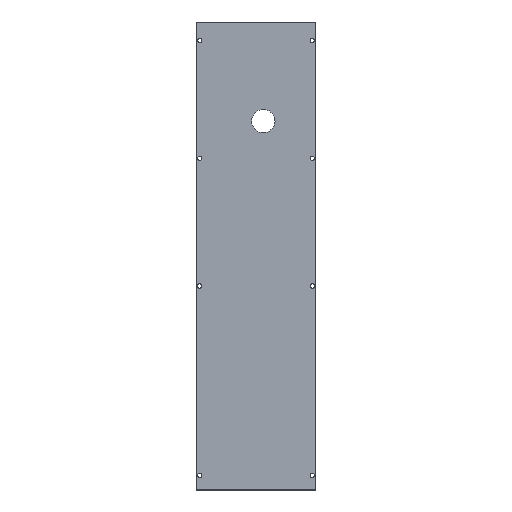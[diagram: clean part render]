
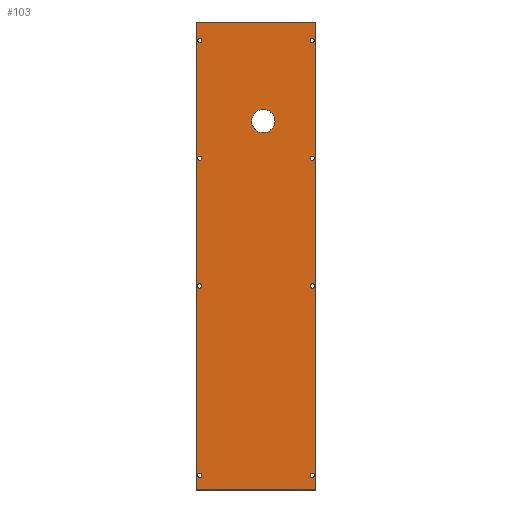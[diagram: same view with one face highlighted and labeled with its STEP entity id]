
A CAD part, top view. The second image highlights one B-rep face of the part: STEP entity #103.
In plain terms, the highlighted planar face has unit normal (0, 0, 1).
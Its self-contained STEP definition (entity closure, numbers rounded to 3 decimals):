
#43=FACE_BOUND('',#128,.T.);
#44=FACE_BOUND('',#129,.T.);
#45=FACE_BOUND('',#130,.T.);
#46=FACE_BOUND('',#131,.T.);
#47=FACE_BOUND('',#132,.T.);
#48=FACE_BOUND('',#133,.T.);
#49=FACE_BOUND('',#134,.T.);
#50=FACE_BOUND('',#135,.T.);
#51=FACE_BOUND('',#136,.T.);
#52=FACE_BOUND('',#137,.T.);
#81=CIRCLE('',#311,8.);
#82=CIRCLE('',#312,1.5);
#83=CIRCLE('',#313,1.5);
#84=CIRCLE('',#314,1.5);
#85=CIRCLE('',#315,1.5);
#86=CIRCLE('',#316,1.5);
#87=CIRCLE('',#317,1.5);
#88=CIRCLE('',#318,1.5);
#89=CIRCLE('',#319,1.5);
#103=ADVANCED_FACE('',(#43,#44,#45,#46,#47,#48,#49,#50,#51,#52),#118,.T.);
#118=PLANE('',#320);
#128=EDGE_LOOP('',(#182));
#129=EDGE_LOOP('',(#183));
#130=EDGE_LOOP('',(#184));
#131=EDGE_LOOP('',(#185));
#132=EDGE_LOOP('',(#186));
#133=EDGE_LOOP('',(#187));
#134=EDGE_LOOP('',(#188));
#135=EDGE_LOOP('',(#189));
#136=EDGE_LOOP('',(#190));
#137=EDGE_LOOP('',(#191,#192,#193,#194));
#182=ORIENTED_EDGE('',*,*,#264,.F.);
#183=ORIENTED_EDGE('',*,*,#265,.F.);
#184=ORIENTED_EDGE('',*,*,#266,.F.);
#185=ORIENTED_EDGE('',*,*,#267,.F.);
#186=ORIENTED_EDGE('',*,*,#268,.F.);
#187=ORIENTED_EDGE('',*,*,#269,.F.);
#188=ORIENTED_EDGE('',*,*,#270,.F.);
#189=ORIENTED_EDGE('',*,*,#271,.F.);
#190=ORIENTED_EDGE('',*,*,#272,.F.);
#191=ORIENTED_EDGE('',*,*,#254,.T.);
#192=ORIENTED_EDGE('',*,*,#258,.T.);
#193=ORIENTED_EDGE('',*,*,#261,.T.);
#194=ORIENTED_EDGE('',*,*,#263,.T.);
#228=VERTEX_POINT('',#425);
#229=VERTEX_POINT('',#427);
#231=VERTEX_POINT('',#433);
#233=VERTEX_POINT('',#439);
#234=VERTEX_POINT('',#446);
#235=VERTEX_POINT('',#448);
#236=VERTEX_POINT('',#450);
#237=VERTEX_POINT('',#452);
#238=VERTEX_POINT('',#454);
#239=VERTEX_POINT('',#456);
#240=VERTEX_POINT('',#458);
#241=VERTEX_POINT('',#460);
#242=VERTEX_POINT('',#462);
#254=EDGE_CURVE('',#229,#228,#284,.T.);
#258=EDGE_CURVE('',#228,#231,#288,.T.);
#261=EDGE_CURVE('',#231,#233,#291,.T.);
#263=EDGE_CURVE('',#233,#229,#293,.T.);
#264=EDGE_CURVE('',#234,#234,#81,.T.);
#265=EDGE_CURVE('',#235,#235,#82,.T.);
#266=EDGE_CURVE('',#236,#236,#83,.T.);
#267=EDGE_CURVE('',#237,#237,#84,.T.);
#268=EDGE_CURVE('',#238,#238,#85,.T.);
#269=EDGE_CURVE('',#239,#239,#86,.T.);
#270=EDGE_CURVE('',#240,#240,#87,.T.);
#271=EDGE_CURVE('',#241,#241,#88,.T.);
#272=EDGE_CURVE('',#242,#242,#89,.T.);
#284=LINE('',#426,#296);
#288=LINE('',#434,#300);
#291=LINE('',#440,#303);
#293=LINE('',#443,#305);
#296=VECTOR('',#344,1.);
#300=VECTOR('',#350,1.);
#303=VECTOR('',#355,1.);
#305=VECTOR('',#359,1.);
#311=AXIS2_PLACEMENT_3D('',#445,#362,#363);
#312=AXIS2_PLACEMENT_3D('',#447,#364,#365);
#313=AXIS2_PLACEMENT_3D('',#449,#366,#367);
#314=AXIS2_PLACEMENT_3D('',#451,#368,#369);
#315=AXIS2_PLACEMENT_3D('',#453,#370,#371);
#316=AXIS2_PLACEMENT_3D('',#455,#372,#373);
#317=AXIS2_PLACEMENT_3D('',#457,#374,#375);
#318=AXIS2_PLACEMENT_3D('',#459,#376,#377);
#319=AXIS2_PLACEMENT_3D('',#461,#378,#379);
#320=AXIS2_PLACEMENT_3D('',#463,#380,#381);
#344=DIRECTION('',(0.,-1.,0.));
#350=DIRECTION('',(1.,0.,0.));
#355=DIRECTION('',(0.,1.,0.));
#359=DIRECTION('',(-1.,0.,0.));
#362=DIRECTION('',(0.,0.,1.));
#363=DIRECTION('',(1.,0.,0.));
#364=DIRECTION('',(0.,0.,1.));
#365=DIRECTION('',(1.,0.,0.));
#366=DIRECTION('',(0.,0.,1.));
#367=DIRECTION('',(1.,0.,0.));
#368=DIRECTION('',(0.,0.,1.));
#369=DIRECTION('',(1.,0.,0.));
#370=DIRECTION('',(0.,0.,1.));
#371=DIRECTION('',(1.,0.,0.));
#372=DIRECTION('',(0.,0.,1.));
#373=DIRECTION('',(1.,0.,0.));
#374=DIRECTION('',(0.,0.,1.));
#375=DIRECTION('',(1.,0.,0.));
#376=DIRECTION('',(0.,0.,1.));
#377=DIRECTION('',(1.,0.,0.));
#378=DIRECTION('',(0.,0.,1.));
#379=DIRECTION('',(1.,0.,0.));
#380=DIRECTION('',(0.,0.,1.));
#381=DIRECTION('',(1.,0.,0.));
#425=CARTESIAN_POINT('',(0.,0.,2.5));
#426=CARTESIAN_POINT('',(0.,320.,2.5));
#427=CARTESIAN_POINT('',(0.,320.,2.5));
#433=CARTESIAN_POINT('',(82.,0.,2.5));
#434=CARTESIAN_POINT('',(0.,0.,2.5));
#439=CARTESIAN_POINT('',(82.,320.,2.5));
#440=CARTESIAN_POINT('',(82.,0.,2.5));
#443=CARTESIAN_POINT('',(82.,320.,2.5));
#445=CARTESIAN_POINT('',(46.,252.3,2.5));
#446=CARTESIAN_POINT('',(54.,252.3,2.5));
#447=CARTESIAN_POINT('',(2.5,10.,2.5));
#448=CARTESIAN_POINT('',(4.,10.,2.5));
#449=CARTESIAN_POINT('',(2.5,139.5,2.5));
#450=CARTESIAN_POINT('',(4.,139.5,2.5));
#451=CARTESIAN_POINT('',(2.5,226.8,2.5));
#452=CARTESIAN_POINT('',(4.,226.8,2.5));
#453=CARTESIAN_POINT('',(2.5,307.35,2.5));
#454=CARTESIAN_POINT('',(4.,307.35,2.5));
#455=CARTESIAN_POINT('',(79.5,10.,2.5));
#456=CARTESIAN_POINT('',(81.,10.,2.5));
#457=CARTESIAN_POINT('',(79.5,139.5,2.5));
#458=CARTESIAN_POINT('',(81.,139.5,2.5));
#459=CARTESIAN_POINT('',(79.5,226.8,2.5));
#460=CARTESIAN_POINT('',(81.,226.8,2.5));
#461=CARTESIAN_POINT('',(79.5,307.35,2.5));
#462=CARTESIAN_POINT('',(81.,307.35,2.5));
#463=CARTESIAN_POINT('',(0.,0.,2.5));
